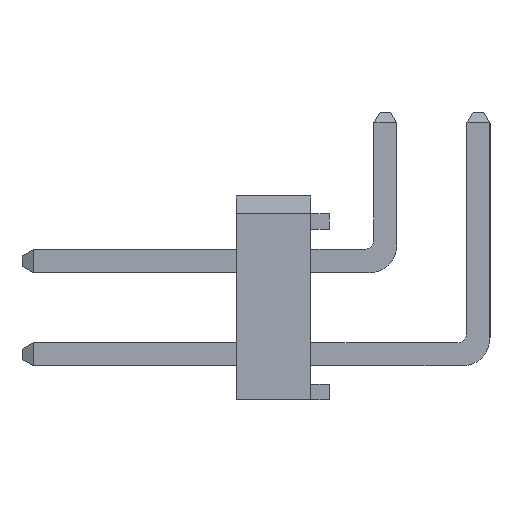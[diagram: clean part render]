
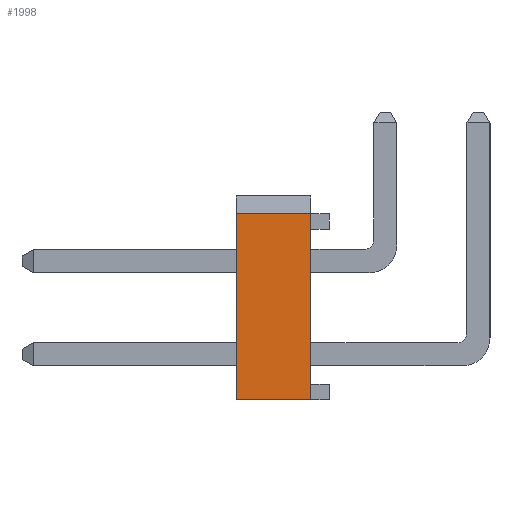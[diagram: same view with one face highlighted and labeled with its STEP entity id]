
A CAD part, left-side view. The second image highlights one B-rep face of the part: STEP entity #1998.
In plain terms, the highlighted planar face has unit normal (-1, 0, 0).
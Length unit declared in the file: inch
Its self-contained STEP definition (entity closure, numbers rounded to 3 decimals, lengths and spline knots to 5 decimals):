
#1998 = ADVANCED_FACE( '', ( #5048 ), #5049, .F. );
#5048 = FACE_OUTER_BOUND( '', #9170, .T. );
#5049 = PLANE( '', #9171 );
#9170 = EDGE_LOOP( '', ( #15239, #15240, #15241, #15242 ) );
#9171 = AXIS2_PLACEMENT_3D( '', #15243, #15244, #15245 );
#15239 = ORIENTED_EDGE( '', *, *, #26390, .F. );
#15240 = ORIENTED_EDGE( '', *, *, #26391, .F. );
#15241 = ORIENTED_EDGE( '', *, *, #26392, .F. );
#15242 = ORIENTED_EDGE( '', *, *, #26374, .T. );
#15243 = CARTESIAN_POINT( '', ( -0.7, 0.1, -0.1 ) );
#15244 = DIRECTION( '', ( 1., 0., 0. ) );
#15245 = DIRECTION( '', ( 0., 0., -1. ) );
#26374 = EDGE_CURVE( '', #32441, #32439, #32442, .T. );
#26390 = EDGE_CURVE( '', #32465, #32439, #32466, .T. );
#26391 = EDGE_CURVE( '', #32467, #32465, #32468, .T. );
#26392 = EDGE_CURVE( '', #32441, #32467, #32469, .T. );
#32439 = VERTEX_POINT( '', #40849 );
#32441 = VERTEX_POINT( '', #40852 );
#32442 = LINE( '', #40853, #40854 );
#32465 = VERTEX_POINT( '', #40888 );
#32466 = LINE( '', #40889, #40890 );
#32467 = VERTEX_POINT( '', #40891 );
#32468 = LINE( '', #40892, #40893 );
#32469 = LINE( '', #40894, #40895 );
#40849 = CARTESIAN_POINT( '', ( -0.7, 0.02, -0.1 ) );
#40852 = CARTESIAN_POINT( '', ( -0.7, 0.1, -0.1 ) );
#40853 = CARTESIAN_POINT( '', ( -0.7, 0.1, -0.1 ) );
#40854 = VECTOR( '', #48269, 39.37008 );
#40888 = CARTESIAN_POINT( '', ( -0.7, 0.02, 0.1 ) );
#40889 = CARTESIAN_POINT( '', ( -0.7, 0.02, -0.1 ) );
#40890 = VECTOR( '', #48281, 39.37008 );
#40891 = CARTESIAN_POINT( '', ( -0.7, 0.1, 0.1 ) );
#40892 = CARTESIAN_POINT( '', ( -0.7, 0.1, 0.1 ) );
#40893 = VECTOR( '', #48282, 39.37008 );
#40894 = CARTESIAN_POINT( '', ( -0.7, 0.1, -0.1 ) );
#40895 = VECTOR( '', #48283, 39.37008 );
#48269 = DIRECTION( '', ( 0., -1., 0. ) );
#48281 = DIRECTION( '', ( 0., 0., -1. ) );
#48282 = DIRECTION( '', ( 0., -1., 0. ) );
#48283 = DIRECTION( '', ( 0., 0., 1. ) );
